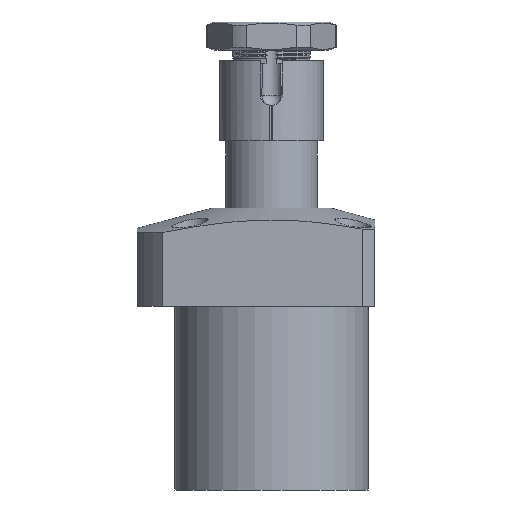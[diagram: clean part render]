
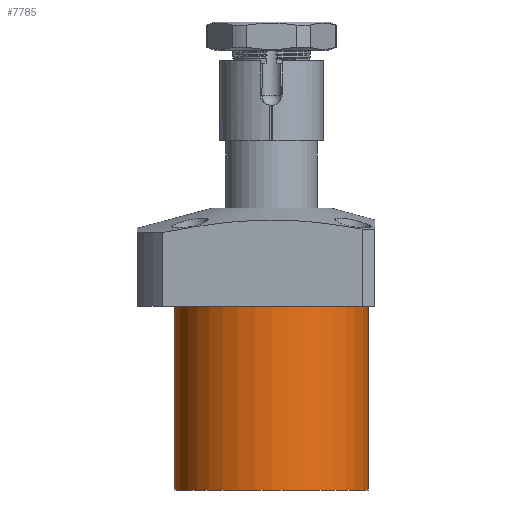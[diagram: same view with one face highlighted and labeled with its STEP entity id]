
A CAD part, front view. The second image highlights one B-rep face of the part: STEP entity #7785.
In plain terms, the highlighted cylindrical face has radius 37.5 mm (diameter 75 mm), a partial arc.
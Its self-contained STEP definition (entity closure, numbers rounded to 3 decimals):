
#46 = LINE ( 'NONE', #10587, #8137 ) ;
#343 = DIRECTION ( 'NONE',  ( 1., 0., 0. ) ) ;
#945 = AXIS2_PLACEMENT_3D ( 'NONE', #11546, #2382, #343 ) ;
#1216 = CARTESIAN_POINT ( 'NONE',  ( 0., 0., 0. ) ) ;
#1658 = AXIS2_PLACEMENT_3D ( 'NONE', #10032, #8931, #12846 ) ;
#2382 = DIRECTION ( 'NONE',  ( 0., 0., 1. ) ) ;
#3279 = DIRECTION ( 'NONE',  ( 0., 0., -1. ) ) ;
#3333 = VERTEX_POINT ( 'NONE', #7010 ) ;
#3836 = ORIENTED_EDGE ( 'NONE', *, *, #10156, .T. ) ;
#4673 = EDGE_CURVE ( 'NONE', #11997, #9473, #12914, .T. ) ;
#4731 = ORIENTED_EDGE ( 'NONE', *, *, #11569, .F. ) ;
#4770 = DIRECTION ( 'NONE',  ( 0., 0., 1. ) ) ;
#5149 = EDGE_LOOP ( 'NONE', ( #4731, #9337, #3836, #11118 ) ) ;
#6784 = AXIS2_PLACEMENT_3D ( 'NONE', #1216, #3279, #12311 ) ;
#7010 = CARTESIAN_POINT ( 'NONE',  ( -37.5, 0., 0. ) ) ;
#7367 = CARTESIAN_POINT ( 'NONE',  ( -37.5, 0., -71. ) ) ;
#7391 = CYLINDRICAL_SURFACE ( 'NONE', #1658, 37.5 ) ;
#7785 = ADVANCED_FACE ( 'NONE', ( #9607 ), #7391, .T. ) ;
#8137 = VECTOR ( 'NONE', #8561, 1000. ) ;
#8561 = DIRECTION ( 'NONE',  ( 0., 0., 1. ) ) ;
#8899 = CARTESIAN_POINT ( 'NONE',  ( 37.5, 0., -71. ) ) ;
#8931 = DIRECTION ( 'NONE',  ( 0., 0., 1. ) ) ;
#9337 = ORIENTED_EDGE ( 'NONE', *, *, #4673, .T. ) ;
#9473 = VERTEX_POINT ( 'NONE', #12455 ) ;
#9504 = CARTESIAN_POINT ( 'NONE',  ( 37.5, 0., 0. ) ) ;
#9607 = FACE_OUTER_BOUND ( 'NONE', #5149, .T. ) ;
#10032 = CARTESIAN_POINT ( 'NONE',  ( 0., 0., -71. ) ) ;
#10156 = EDGE_CURVE ( 'NONE', #9473, #11876, #12361, .T. ) ;
#10587 = CARTESIAN_POINT ( 'NONE',  ( -37.5, 0., -71. ) ) ;
#11118 = ORIENTED_EDGE ( 'NONE', *, *, #11618, .T. ) ;
#11546 = CARTESIAN_POINT ( 'NONE',  ( 0., 0., -71. ) ) ;
#11569 = EDGE_CURVE ( 'NONE', #11997, #3333, #46, .T. ) ;
#11618 = EDGE_CURVE ( 'NONE', #11876, #3333, #11750, .T. ) ;
#11750 = CIRCLE ( 'NONE', #6784, 37.5 ) ;
#11876 = VERTEX_POINT ( 'NONE', #9504 ) ;
#11904 = VECTOR ( 'NONE', #4770, 1000. ) ;
#11997 = VERTEX_POINT ( 'NONE', #7367 ) ;
#12311 = DIRECTION ( 'NONE',  ( 1., 0., 0. ) ) ;
#12361 = LINE ( 'NONE', #8899, #11904 ) ;
#12455 = CARTESIAN_POINT ( 'NONE',  ( 37.5, 0., -71. ) ) ;
#12846 = DIRECTION ( 'NONE',  ( 1., 0., 0. ) ) ;
#12914 = CIRCLE ( 'NONE', #945, 37.5 ) ;
